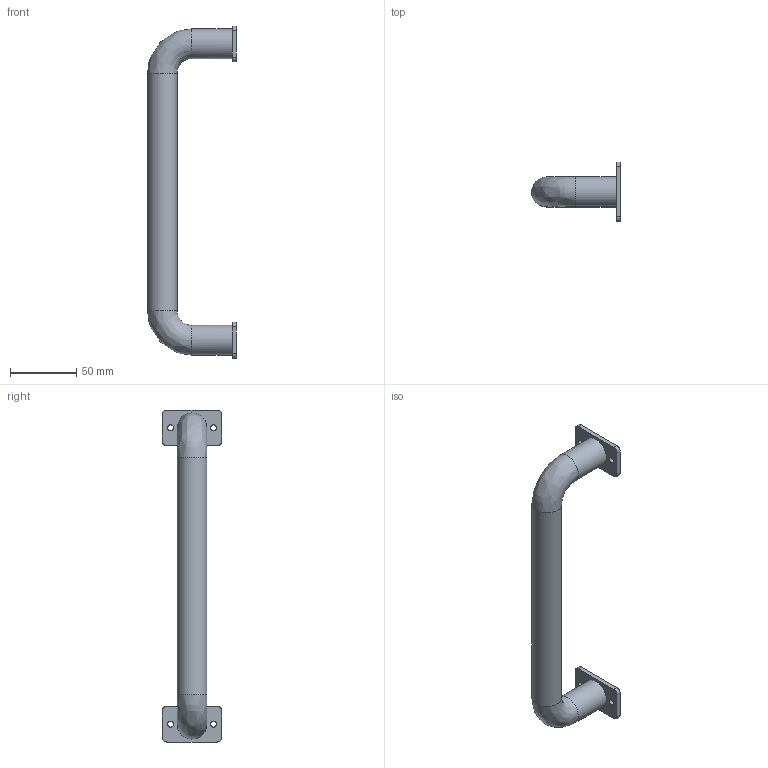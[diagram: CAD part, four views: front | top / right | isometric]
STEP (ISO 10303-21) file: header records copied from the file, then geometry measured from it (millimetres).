
FILE_DESCRIPTION(('FreeCAD Model'),'2;1');
FILE_NAME('Open CASCADE Shape Model','2025-04-29T17:04:09',('FreeCAD'),( 'FreeCAD'),'Open CASCADE STEP processor 7.6','FreeCAD','Unknown');
FILE_SCHEMA(('AUTOMOTIVE_DESIGN { 1 0 10303 214 1 1 1 1 }'));
Length unit declared in the file: millimetre
Products named in the file (1): Open CASCADE STEP translator 7.6 1
Bounding box: 67.01 x 44.69 x 250.24 mm (x, y, z)
Volume: 132767 mm3; surface area: 26673.5 mm2
Topology: 1 solids, 1 shells, 29 faces, 80 edges, 55 vertices
Faces by surface type: bspline 29
Entity records: 1069 total; most frequent: CARTESIAN_POINT 599, ORIENTED_EDGE 160, EDGE_CURVE 80, VERTEX_POINT 55, FACE_BOUND 39, EDGE_LOOP 39, B_SPLINE_CURVE_WITH_KNOTS 39, ADVANCED_FACE 29
